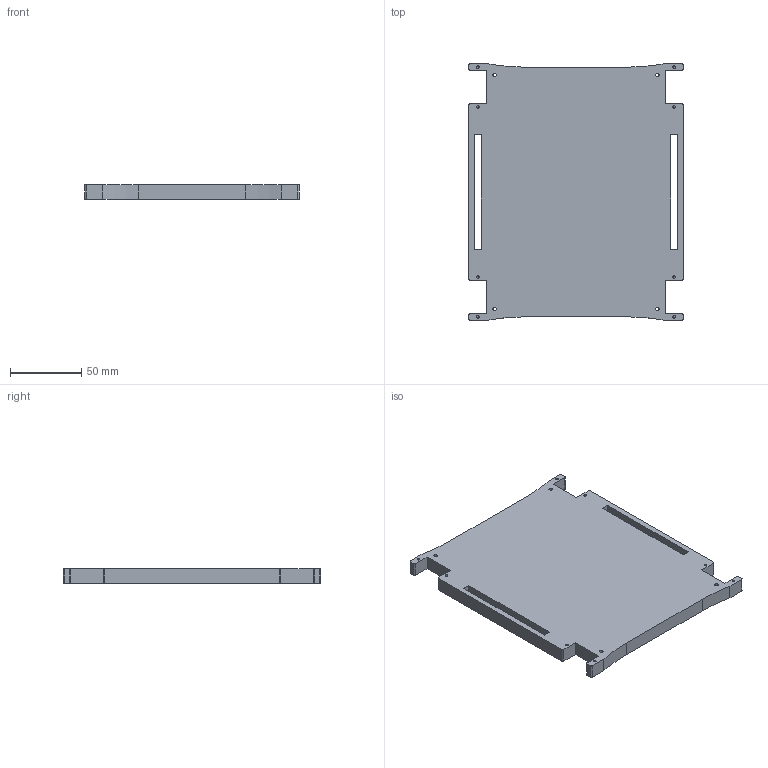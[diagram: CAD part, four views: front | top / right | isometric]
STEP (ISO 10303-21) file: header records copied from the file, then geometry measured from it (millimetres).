
FILE_DESCRIPTION (( 'STEP AP214' ), '1' );
FILE_NAME ('a饜璃1.STEP', '2026-01-15T09:13:22', ( '' ), ( '' ), 'SwSTEP 2.0', 'SolidWorks 2023', '' );
FILE_SCHEMA (( 'AUTOMOTIVE_DESIGN' ));
Length unit declared in the file: millimetre
Products named in the file (1): a配件1
Bounding box: 150 x 180 x 10 mm (x, y, z)
Volume: 124617.7 mm3; surface area: 64039.2 mm2
Topology: 1 solids, 1 shells, 87 faces, 228 edges, 152 vertices
Faces by surface type: plane 55, cylinder 32
Full cylindrical faces by diameter (mm): 1.797 x8, 2.5 x4
Entity records: 2673 total; most frequent: CARTESIAN_POINT 456, DIRECTION 456, ORIENTED_EDGE 432, EDGE_CURVE 216, LINE 152, AXIS2_PLACEMENT_3D 152, VECTOR 152, VERTEX_POINT 152
